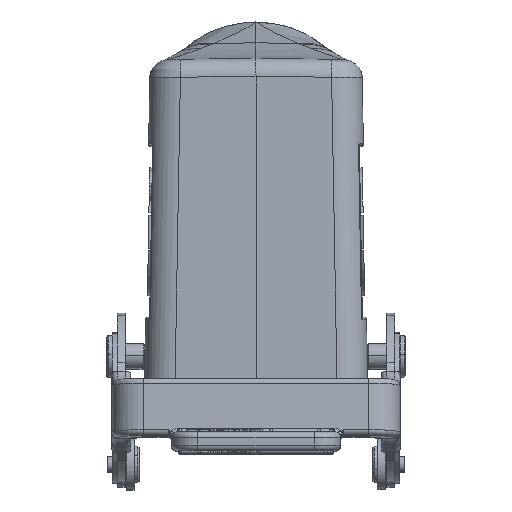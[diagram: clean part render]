
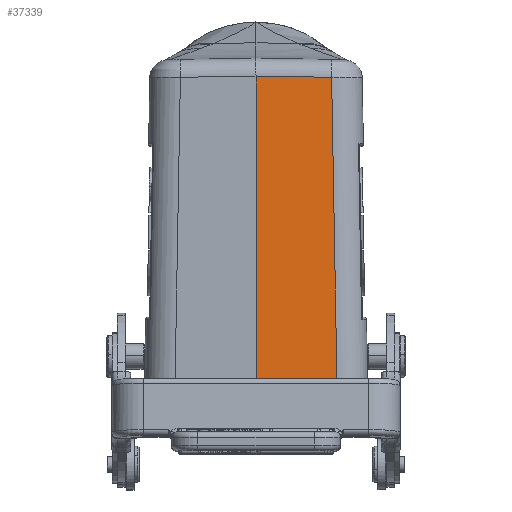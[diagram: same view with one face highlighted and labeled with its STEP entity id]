
A CAD part, top view. The second image highlights one B-rep face of the part: STEP entity #37339.
In plain terms, the highlighted planar face has unit normal (0.017, 0.018, 1).
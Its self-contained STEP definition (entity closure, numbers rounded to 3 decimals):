
#7152=DIRECTION('',(-0.017,1.,-0.017));
#7153=VECTOR('',#7152,58.208);
#7154=CARTESIAN_POINT('',(15.57,-53.468,46.462));
#7155=LINE('',#7154,#7153);
#7156=DIRECTION('',(0.,-1.,0.017));
#7157=VECTOR('',#7156,58.452);
#7158=CARTESIAN_POINT('',(-0.018,4.977,
45.714));
#7159=LINE('',#7158,#7157);
#7160=DIRECTION('',(-1.,0.017,0.017));
#7161=VECTOR('',#7160,14.577);
#7162=CARTESIAN_POINT('',(14.554,4.723,45.464));
#7163=LINE('',#7162,#7161);
#7168=CARTESIAN_POINT('',(-0.018,-53.466,
46.734));
#7175=DIRECTION('',(-1.,0.,0.017));
#7176=VECTOR('',#7175,15.59);
#7177=CARTESIAN_POINT('',(15.57,-53.468,46.462));
#7178=LINE('',#7177,#7176);
#7220=CARTESIAN_POINT('',(-0.018,4.977,
45.714));
#22750=VERTEX_POINT('',#7220);
#22882=VERTEX_POINT('',#7168);
#22912=CARTESIAN_POINT('',(15.57,-53.467,
46.462));
#22914=VERTEX_POINT('',#22912);
#22918=CARTESIAN_POINT('',(14.554,4.723,45.464));
#22919=VERTEX_POINT('',#22918);
#37325=CARTESIAN_POINT('',(23.894,-54.485,
46.335));
#37326=DIRECTION('',(0.017,0.017,1.));
#37327=DIRECTION('',(0.,-1.,0.017));
#37328=AXIS2_PLACEMENT_3D('',#37325,#37326,#37327);
#37329=PLANE('',#37328);
#37330=ORIENTED_EDGE('',*,*,#37309,.F.);
#37332=ORIENTED_EDGE('',*,*,#37331,.T.);
#37334=ORIENTED_EDGE('',*,*,#37333,.F.);
#37336=ORIENTED_EDGE('',*,*,#37335,.F.);
#37337=EDGE_LOOP('',(#37330,#37332,#37334,#37336));
#37338=FACE_OUTER_BOUND('',#37337,.F.);
#37309=EDGE_CURVE('',#22914,#22919,#7155,.T.);
#37331=EDGE_CURVE('',#22914,#22882,#7178,.T.);
#37333=EDGE_CURVE('',#22750,#22882,#7159,.T.);
#37335=EDGE_CURVE('',#22919,#22750,#7163,.T.);
#37339=ADVANCED_FACE('',(#37338),#37329,.T.);
